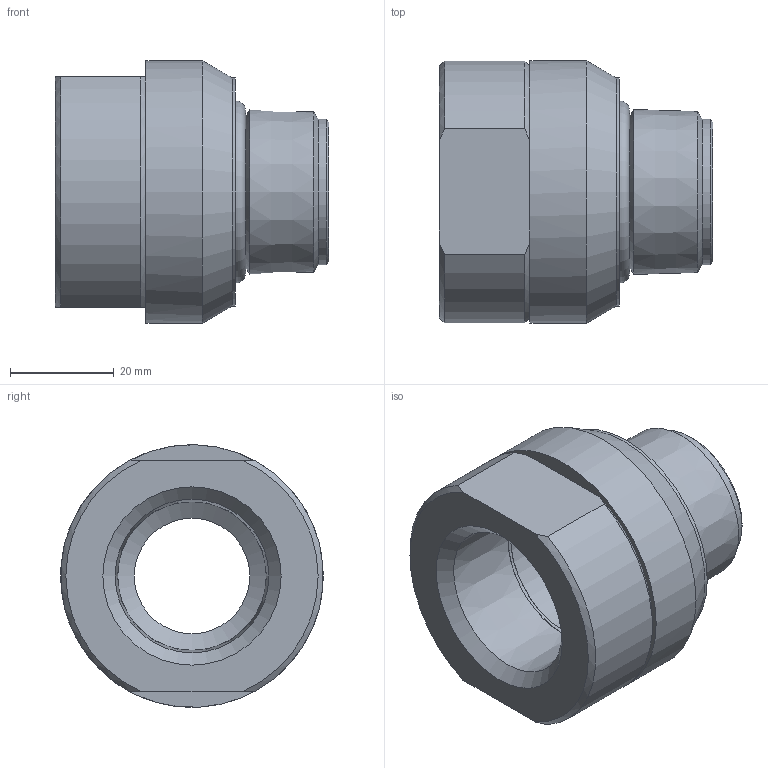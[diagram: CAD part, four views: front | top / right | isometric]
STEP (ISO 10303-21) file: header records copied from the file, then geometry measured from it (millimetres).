
FILE_DESCRIPTION(/* description */ (''),/* implementation_level */ '2;1');
FILE_NAME(/* name */ 'MIT-162161X.stp',/* time_stamp */ '2020-10-21T11:55:10-05:00',/* author */ ('scott.gulden'),/* organization */ ('FasTest,Inc.'),/* preprocessor_version */ 'ST-DEVELOPER v17.2',/* originating_system */ 'Autodesk Inventor 2019',/* authorisation */ '');
FILE_SCHEMA (('AUTOMOTIVE_DESIGN { 1 0 10303 214 3 1 1 }'));
Length unit declared in the file: inch
Products named in the file (1): MIT-162161X
Bounding box: 52.6 x 50.55 x 50.55 mm (x, y, z)
Volume: 51594 mm3; surface area: 17303 mm2
Topology: 2 solids, 2 shells, 33 faces, 87 edges, 61 vertices
Faces by surface type: cone 13, cylinder 10, plane 9, torus 1
Full cylindrical faces by diameter (mm): 22.225 x1, 27.94 x2, 28.575 x2, 35.306 x1, 43.942 x1, 50.546 x1
Entity records: 1109 total; most frequent: DIRECTION 201, CARTESIAN_POINT 198, ORIENTED_EDGE 174, AXIS2_PLACEMENT_3D 88, EDGE_CURVE 87, VERTEX_POINT 61, CIRCLE 54, EDGE_LOOP 40
